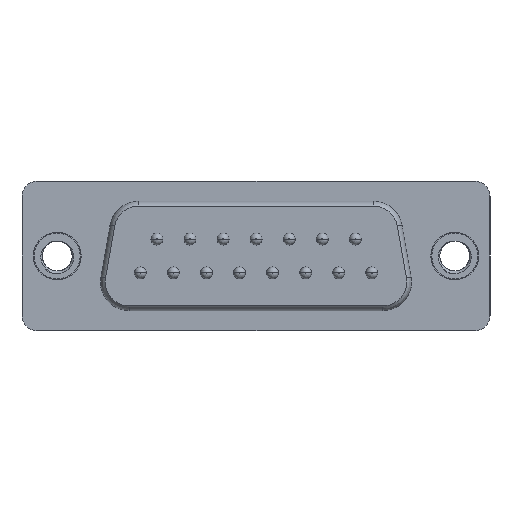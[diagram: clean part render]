
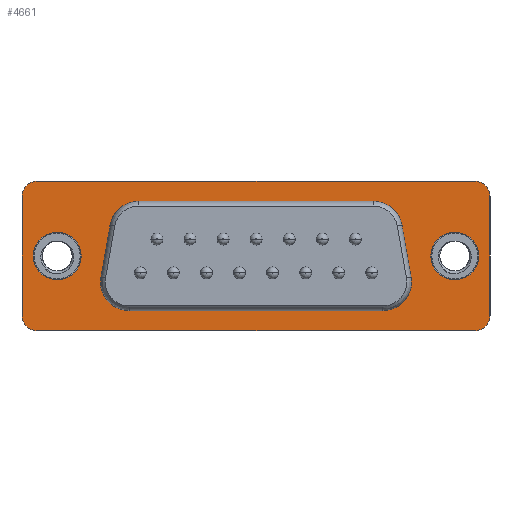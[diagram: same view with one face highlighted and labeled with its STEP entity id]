
A CAD part, front view. The second image highlights one B-rep face of the part: STEP entity #4661.
In plain terms, the highlighted face is planar.
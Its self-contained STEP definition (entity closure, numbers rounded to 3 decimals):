
#3536=CARTESIAN_POINT('',(-16.65,0.,0.4));
#3537=DIRECTION('',(0.,0.,-1.));
#3538=DIRECTION('',(1.,0.,0.));
#3539=AXIS2_PLACEMENT_3D('',#3536,#3537,#3538);
#3541=CARTESIAN_POINT('',(-16.65,0.,0.4));
#3542=DIRECTION('',(0.,0.,-1.));
#3543=DIRECTION('',(-1.,0.,0.));
#3544=AXIS2_PLACEMENT_3D('',#3541,#3542,#3543);
#3546=CARTESIAN_POINT('',(16.65,0.,0.4));
#3547=DIRECTION('',(0.,0.,-1.));
#3548=DIRECTION('',(1.,0.,0.));
#3549=AXIS2_PLACEMENT_3D('',#3546,#3547,#3548);
#3551=CARTESIAN_POINT('',(16.65,0.,0.4));
#3552=DIRECTION('',(0.,0.,-1.));
#3553=DIRECTION('',(-1.,0.,0.));
#3554=AXIS2_PLACEMENT_3D('',#3551,#3552,#3553);
#3556=DIRECTION('',(-1.,0.,0.));
#3557=VECTOR('',#3556,21.25);
#3558=CARTESIAN_POINT('',(10.625,4.58,0.4));
#3559=LINE('',#3558,#3557);
#3560=CARTESIAN_POINT('',(-10.625,2.18,0.4));
#3561=DIRECTION('',(0.,0.,1.));
#3562=DIRECTION('',(0.,1.,0.));
#3563=AXIS2_PLACEMENT_3D('',#3560,#3561,#3562);
#3565=DIRECTION('',(0.174,-0.985,0.));
#3566=VECTOR('',#3565,4.427);
#3567=CARTESIAN_POINT('',(-12.989,1.763,0.4));
#3568=LINE('',#3567,#3566);
#3569=CARTESIAN_POINT('',(-9.856,-2.18,0.4));
#3570=DIRECTION('',(0.,0.,1.));
#3571=DIRECTION('',(-0.985,-0.174,0.));
#3572=AXIS2_PLACEMENT_3D('',#3569,#3570,#3571);
#3574=DIRECTION('',(1.,0.,0.));
#3575=VECTOR('',#3574,19.712);
#3576=CARTESIAN_POINT('',(-9.856,-4.58,0.4));
#3577=LINE('',#3576,#3575);
#3578=CARTESIAN_POINT('',(9.856,-2.18,0.4));
#3579=DIRECTION('',(0.,0.,1.));
#3580=DIRECTION('',(0.,-1.,0.));
#3581=AXIS2_PLACEMENT_3D('',#3578,#3579,#3580);
#3583=DIRECTION('',(0.174,0.985,0.));
#3584=VECTOR('',#3583,4.427);
#3585=CARTESIAN_POINT('',(12.22,-2.597,0.4));
#3586=LINE('',#3585,#3584);
#3587=CARTESIAN_POINT('',(10.625,2.18,0.4));
#3588=DIRECTION('',(0.,0.,1.));
#3589=DIRECTION('',(0.985,-0.174,0.));
#3590=AXIS2_PLACEMENT_3D('',#3587,#3588,#3589);
#3592=CARTESIAN_POINT('',(18.3,-4.975,0.4));
#3593=DIRECTION('',(0.,0.,1.));
#3594=DIRECTION('',(0.,-1.,0.));
#3595=AXIS2_PLACEMENT_3D('',#3592,#3593,#3594);
#3597=DIRECTION('',(1.,0.,0.));
#3598=VECTOR('',#3597,36.6);
#3599=CARTESIAN_POINT('',(-18.3,-6.275,0.4));
#3600=LINE('',#3599,#3598);
#3601=CARTESIAN_POINT('',(-18.3,-4.975,0.4));
#3602=DIRECTION('',(0.,0.,1.));
#3603=DIRECTION('',(-1.,0.,0.));
#3604=AXIS2_PLACEMENT_3D('',#3601,#3602,#3603);
#3606=DIRECTION('',(0.,-1.,0.));
#3607=VECTOR('',#3606,9.95);
#3608=CARTESIAN_POINT('',(-19.6,4.975,0.4));
#3609=LINE('',#3608,#3607);
#3610=CARTESIAN_POINT('',(-18.3,4.975,0.4));
#3611=DIRECTION('',(0.,0.,1.));
#3612=DIRECTION('',(0.,1.,0.));
#3613=AXIS2_PLACEMENT_3D('',#3610,#3611,#3612);
#3615=DIRECTION('',(-1.,0.,0.));
#3616=VECTOR('',#3615,36.6);
#3617=CARTESIAN_POINT('',(18.3,6.275,0.4));
#3618=LINE('',#3617,#3616);
#3619=CARTESIAN_POINT('',(18.3,4.975,0.4));
#3620=DIRECTION('',(0.,0.,1.));
#3621=DIRECTION('',(1.,0.,0.));
#3622=AXIS2_PLACEMENT_3D('',#3619,#3620,#3621);
#3624=DIRECTION('',(0.,1.,0.));
#3625=VECTOR('',#3624,9.95);
#3626=CARTESIAN_POINT('',(19.6,-4.975,0.4));
#3627=LINE('',#3626,#3625);
#4288=CARTESIAN_POINT('',(-14.65,0.,0.4));
#4289=CARTESIAN_POINT('',(-18.65,0.,0.4));
#4290=VERTEX_POINT('',#4288);
#4291=VERTEX_POINT('',#4289);
#4292=CARTESIAN_POINT('',(18.65,0.,0.4));
#4293=CARTESIAN_POINT('',(14.65,0.,0.4));
#4294=VERTEX_POINT('',#4292);
#4295=VERTEX_POINT('',#4293);
#4296=CARTESIAN_POINT('',(10.625,4.58,0.4));
#4297=CARTESIAN_POINT('',(-10.625,4.58,0.4));
#4298=VERTEX_POINT('',#4296);
#4299=VERTEX_POINT('',#4297);
#4300=CARTESIAN_POINT('',(-12.989,1.763,0.4));
#4301=VERTEX_POINT('',#4300);
#4302=CARTESIAN_POINT('',(-12.22,-2.597,0.4));
#4303=VERTEX_POINT('',#4302);
#4304=CARTESIAN_POINT('',(-9.856,-4.58,0.4));
#4305=VERTEX_POINT('',#4304);
#4306=CARTESIAN_POINT('',(9.856,-4.58,0.4));
#4307=VERTEX_POINT('',#4306);
#4308=CARTESIAN_POINT('',(12.22,-2.597,0.4));
#4309=VERTEX_POINT('',#4308);
#4310=CARTESIAN_POINT('',(12.989,1.763,0.4));
#4311=VERTEX_POINT('',#4310);
#4452=CARTESIAN_POINT('',(18.3,-6.275,0.4));
#4453=VERTEX_POINT('',#4452);
#4454=CARTESIAN_POINT('',(19.6,-4.975,0.4));
#4455=VERTEX_POINT('',#4454);
#4460=CARTESIAN_POINT('',(19.6,4.975,0.4));
#4461=VERTEX_POINT('',#4460);
#4462=CARTESIAN_POINT('',(18.3,6.275,0.4));
#4463=VERTEX_POINT('',#4462);
#4468=CARTESIAN_POINT('',(-18.3,6.275,0.4));
#4469=VERTEX_POINT('',#4468);
#4470=CARTESIAN_POINT('',(-19.6,4.975,0.4));
#4471=VERTEX_POINT('',#4470);
#4476=CARTESIAN_POINT('',(-19.6,-4.975,0.4));
#4477=VERTEX_POINT('',#4476);
#4478=CARTESIAN_POINT('',(-18.3,-6.275,0.4));
#4479=VERTEX_POINT('',#4478);
#4610=CARTESIAN_POINT('',(0.,0.,0.4));
#4611=DIRECTION('',(0.,0.,1.));
#4612=DIRECTION('',(1.,0.,0.));
#4613=AXIS2_PLACEMENT_3D('',#4610,#4611,#4612);
#4614=PLANE('',#4613);
#4616=ORIENTED_EDGE('',*,*,#4615,.F.);
#4618=ORIENTED_EDGE('',*,*,#4617,.F.);
#4620=ORIENTED_EDGE('',*,*,#4619,.F.);
#4622=ORIENTED_EDGE('',*,*,#4621,.F.);
#4624=ORIENTED_EDGE('',*,*,#4623,.F.);
#4626=ORIENTED_EDGE('',*,*,#4625,.F.);
#4628=ORIENTED_EDGE('',*,*,#4627,.F.);
#4630=ORIENTED_EDGE('',*,*,#4629,.F.);
#4631=EDGE_LOOP('',(#4616,#4618,#4620,#4622,#4624,#4626,#4628,#4630));
#4632=FACE_OUTER_BOUND('',#4631,.F.);
#4634=ORIENTED_EDGE('',*,*,#4633,.F.);
#4636=ORIENTED_EDGE('',*,*,#4635,.F.);
#4637=EDGE_LOOP('',(#4634,#4636));
#4638=FACE_BOUND('',#4637,.F.);
#4640=ORIENTED_EDGE('',*,*,#4639,.T.);
#4642=ORIENTED_EDGE('',*,*,#4641,.T.);
#4644=ORIENTED_EDGE('',*,*,#4643,.T.);
#4646=ORIENTED_EDGE('',*,*,#4645,.T.);
#4648=ORIENTED_EDGE('',*,*,#4647,.T.);
#4650=ORIENTED_EDGE('',*,*,#4649,.T.);
#4652=ORIENTED_EDGE('',*,*,#4651,.T.);
#4654=ORIENTED_EDGE('',*,*,#4653,.T.);
#4655=EDGE_LOOP('',(#4640,#4642,#4644,#4646,#4648,#4650,#4652,#4654));
#4656=FACE_BOUND('',#4655,.F.);
#4657=ORIENTED_EDGE('',*,*,#4590,.F.);
#4658=ORIENTED_EDGE('',*,*,#4604,.F.);
#4659=EDGE_LOOP('',(#4657,#4658));
#4660=FACE_BOUND('',#4659,.F.);
#3540=CIRCLE('',#3539,2.);
#3545=CIRCLE('',#3544,2.);
#3550=CIRCLE('',#3549,2.);
#3555=CIRCLE('',#3554,2.);
#3564=CIRCLE('',#3563,2.4);
#3573=CIRCLE('',#3572,2.4);
#3582=CIRCLE('',#3581,2.4);
#3591=CIRCLE('',#3590,2.4);
#3596=CIRCLE('',#3595,1.3);
#3605=CIRCLE('',#3604,1.3);
#3614=CIRCLE('',#3613,1.3);
#3623=CIRCLE('',#3622,1.3);
#4590=EDGE_CURVE('',#4290,#4291,#3540,.T.);
#4604=EDGE_CURVE('',#4291,#4290,#3545,.T.);
#4615=EDGE_CURVE('',#4453,#4455,#3596,.T.);
#4617=EDGE_CURVE('',#4479,#4453,#3600,.T.);
#4619=EDGE_CURVE('',#4477,#4479,#3605,.T.);
#4621=EDGE_CURVE('',#4471,#4477,#3609,.T.);
#4623=EDGE_CURVE('',#4469,#4471,#3614,.T.);
#4625=EDGE_CURVE('',#4463,#4469,#3618,.T.);
#4627=EDGE_CURVE('',#4461,#4463,#3623,.T.);
#4629=EDGE_CURVE('',#4455,#4461,#3627,.T.);
#4633=EDGE_CURVE('',#4294,#4295,#3550,.T.);
#4635=EDGE_CURVE('',#4295,#4294,#3555,.T.);
#4639=EDGE_CURVE('',#4298,#4299,#3559,.T.);
#4641=EDGE_CURVE('',#4299,#4301,#3564,.T.);
#4643=EDGE_CURVE('',#4301,#4303,#3568,.T.);
#4645=EDGE_CURVE('',#4303,#4305,#3573,.T.);
#4647=EDGE_CURVE('',#4305,#4307,#3577,.T.);
#4649=EDGE_CURVE('',#4307,#4309,#3582,.T.);
#4651=EDGE_CURVE('',#4309,#4311,#3586,.T.);
#4653=EDGE_CURVE('',#4311,#4298,#3591,.T.);
#4661=ADVANCED_FACE('',(#4632,#4638,#4656,#4660),#4614,.T.);
